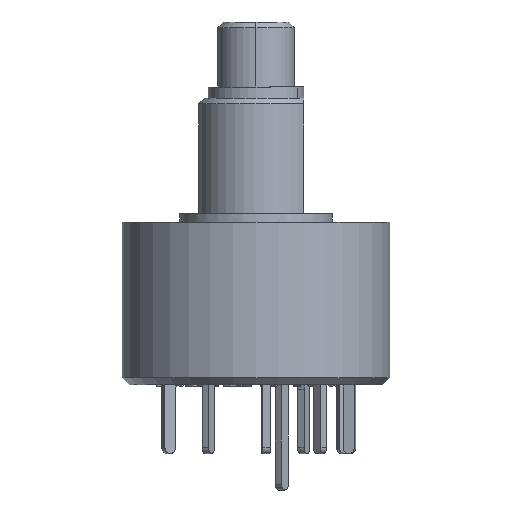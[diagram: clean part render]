
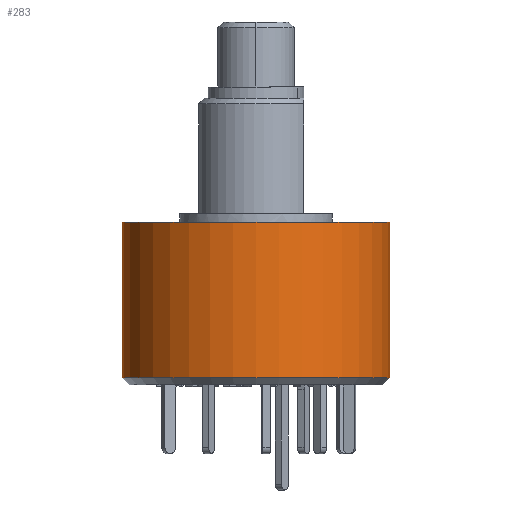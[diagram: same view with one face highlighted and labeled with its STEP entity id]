
A CAD part, left-side view. The second image highlights one B-rep face of the part: STEP entity #283.
In plain terms, the highlighted cylindrical face has radius 7 mm (diameter 14 mm), a partial arc.
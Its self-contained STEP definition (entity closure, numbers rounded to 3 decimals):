
#111 = DIRECTION ( 'NONE',  ( 0., 0., 1. ) ) ;
#119 = VERTEX_POINT ( 'NONE', #7395 ) ;
#283 = ADVANCED_FACE ( 'NONE', ( #12775 ), #960, .T. ) ;
#519 = DIRECTION ( 'NONE',  ( 0., 1., 0. ) ) ;
#960 = CYLINDRICAL_SURFACE ( 'NONE', #1188, 7. ) ;
#1188 = AXIS2_PLACEMENT_3D ( 'NONE', #2645, #3870, #519 ) ;
#1246 = CARTESIAN_POINT ( 'NONE',  ( 0., 0., -0.45 ) ) ;
#1738 = EDGE_CURVE ( 'NONE', #4212, #11094, #5616, .T. ) ;
#2610 = ORIENTED_EDGE ( 'NONE', *, *, #10544, .F. ) ;
#2645 = CARTESIAN_POINT ( 'NONE',  ( 0., 0., -0.45 ) ) ;
#2997 = VERTEX_POINT ( 'NONE', #7800 ) ;
#3174 = DIRECTION ( 'NONE',  ( 0., 0., -1. ) ) ;
#3458 = EDGE_CURVE ( 'NONE', #4212, #2997, #14067, .T. ) ;
#3702 = DIRECTION ( 'NONE',  ( 0., 0., 1. ) ) ;
#3785 = AXIS2_PLACEMENT_3D ( 'NONE', #10996, #3702, #13425 ) ;
#3870 = DIRECTION ( 'NONE',  ( 0., 0., -1. ) ) ;
#4095 = VECTOR ( 'NONE', #3174, 1000. ) ;
#4212 = VERTEX_POINT ( 'NONE', #12100 ) ;
#4515 = AXIS2_PLACEMENT_3D ( 'NONE', #1246, #111, #12041 ) ;
#5327 = EDGE_LOOP ( 'NONE', ( #2610, #7325, #9556, #15724 ) ) ;
#5616 = LINE ( 'NONE', #10428, #14569 ) ;
#5667 = CARTESIAN_POINT ( 'NONE',  ( 0., -7., -0.45 ) ) ;
#5910 = CIRCLE ( 'NONE', #3785, 7. ) ;
#7325 = ORIENTED_EDGE ( 'NONE', *, *, #3458, .F. ) ;
#7395 = CARTESIAN_POINT ( 'NONE',  ( 0., -7., -8.574 ) ) ;
#7800 = CARTESIAN_POINT ( 'NONE',  ( 0., -7., -0.45 ) ) ;
#7887 = LINE ( 'NONE', #5667, #4095 ) ;
#8370 = DIRECTION ( 'NONE',  ( 0., 0., -1. ) ) ;
#9556 = ORIENTED_EDGE ( 'NONE', *, *, #1738, .T. ) ;
#10428 = CARTESIAN_POINT ( 'NONE',  ( 0., 7., -0.45 ) ) ;
#10544 = EDGE_CURVE ( 'NONE', #2997, #119, #7887, .T. ) ;
#10996 = CARTESIAN_POINT ( 'NONE',  ( 0., 0., -8.574 ) ) ;
#11094 = VERTEX_POINT ( 'NONE', #15291 ) ;
#12041 = DIRECTION ( 'NONE',  ( 0., -1., 0. ) ) ;
#12100 = CARTESIAN_POINT ( 'NONE',  ( 0., 7., -0.45 ) ) ;
#12775 = FACE_OUTER_BOUND ( 'NONE', #5327, .T. ) ;
#13171 = EDGE_CURVE ( 'NONE', #11094, #119, #5910, .T. ) ;
#13425 = DIRECTION ( 'NONE',  ( 0., -1., 0. ) ) ;
#14067 = CIRCLE ( 'NONE', #4515, 7. ) ;
#14569 = VECTOR ( 'NONE', #8370, 1000. ) ;
#15291 = CARTESIAN_POINT ( 'NONE',  ( 0., 7., -8.574 ) ) ;
#15724 = ORIENTED_EDGE ( 'NONE', *, *, #13171, .T. ) ;
